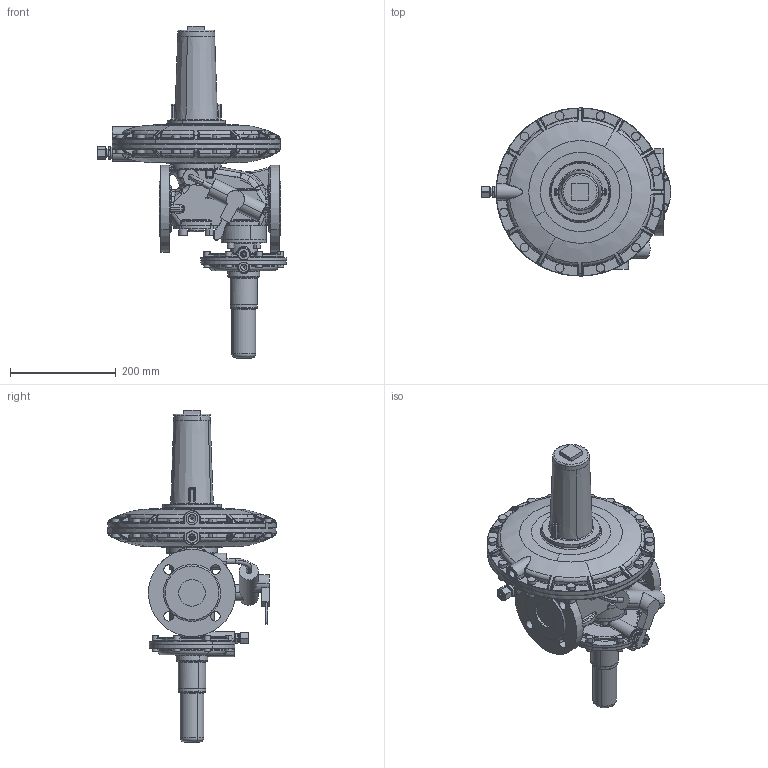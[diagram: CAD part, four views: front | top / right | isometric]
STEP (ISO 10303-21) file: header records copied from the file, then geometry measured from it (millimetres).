
FILE_DESCRIPTION(('CATIA V5 STEP'),'2;1');
FILE_NAME('RS 250 DN 050-318-links.stp','2014-03-28T09:03:58+00:00',('none'),('none'),'CATIA Version 5 Release 19 SP 9 (IN-10)','CATIA V5 STEP AP203 Edition 2','none');
FILE_SCHEMA(('AP203_CONFIGURATION_CONTROLLED_3D_DESIGN_OF_MECHANICAL_PARTS_AND_ASSEMBLIES_MIM_LF { 1 0 10303 403 2 1 2}'));
Products named in the file (1): Product1_AllCATPart
Bounding box: 357.8 x 318 x 628.06 mm (x, y, z)
Volume: 8843124.5 mm3; surface area: 569339.3 mm2
Topology: 1 solids, 23 shells, 2392 faces, 5914 edges, 3288 vertices
Faces by surface type: cylinder 757, bspline 553, torus 399, plane 379, sphere 193, cone 95, revolution 10, extrusion 6
Entity records: 107435 total; most frequent: CARTESIAN_POINT 60847, ORIENTED_EDGE 11190, DIRECTION 6472, EDGE_CURVE 5595, AXIS2_PLACEMENT_3D 3756, VERTEX_POINT 3288, EDGE_LOOP 2461, ADVANCED_FACE 2392
